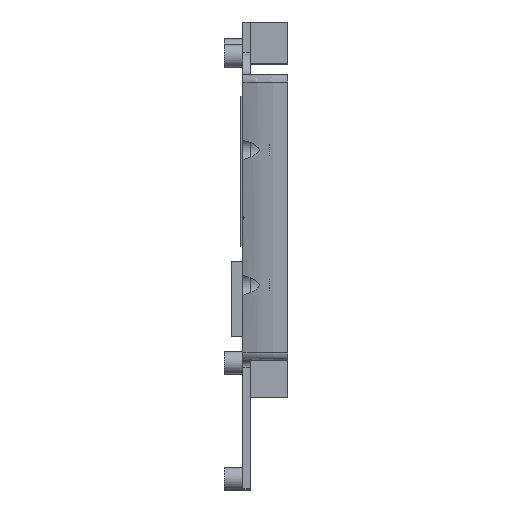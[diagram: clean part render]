
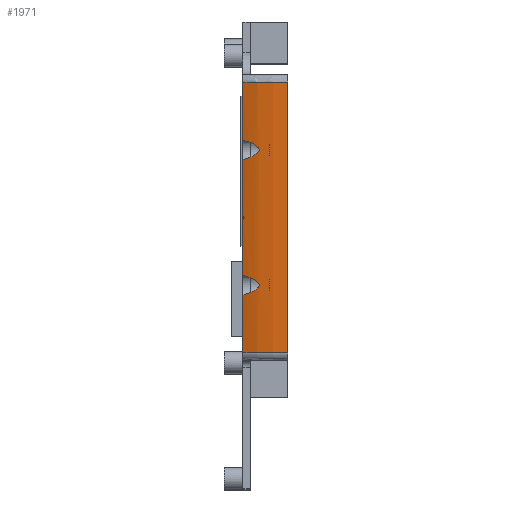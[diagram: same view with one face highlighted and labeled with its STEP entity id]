
A CAD part, left-side view. The second image highlights one B-rep face of the part: STEP entity #1971.
In plain terms, the highlighted cylindrical face has radius 15 mm (diameter 30 mm), a partial arc.
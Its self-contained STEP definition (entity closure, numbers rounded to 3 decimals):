
#44=B_SPLINE_CURVE_WITH_KNOTS('',3,(#3033,#3034,#3035,#3036,#3037,#3038,
#3039,#3040,#3041,#3042,#3043,#3044,#3045,#3046,#3047,#3048,#3049,#3050,
#3051,#3052,#3053,#3054,#3055),.UNSPECIFIED.,.F.,.F.,(4,2,2,2,2,3,2,2,2,
2,4),(-0.263,-0.18,-0.051,-0.026,
-0.013,0.,0.013,0.026,0.051,
0.18,0.263),.UNSPECIFIED.);
#45=B_SPLINE_CURVE_WITH_KNOTS('',3,(#3059,#3060,#3061,#3062,#3063,#3064,
#3065,#3066,#3067,#3068,#3069,#3070,#3071,#3072),.UNSPECIFIED.,.F.,.F.,
(4,2,2,2,2,2,4),(0.271,0.286,0.294,
0.303,0.314,0.324,0.335),
 .UNSPECIFIED.);
#46=B_SPLINE_CURVE_WITH_KNOTS('',3,(#3076,#3077,#3078,#3079,#3080,#3081,
#3082,#3083,#3084,#3085,#3086,#3087,#3088,#3089,#3090,#3091,#3092,#3093,
#3094,#3095,#3096,#3097,#3098),.UNSPECIFIED.,.F.,.F.,(4,2,2,2,2,3,2,2,2,
2,4),(-0.263,-0.18,-0.051,-0.026,
-0.013,0.,0.013,0.026,0.051,
0.18,0.263),.UNSPECIFIED.);
#144=FACE_OUTER_BOUND('',#249,.T.);
#249=EDGE_LOOP('',(#1425,#1426,#1427,#1428,#1429,#1430,#1431,#1432,#1433,
#1434));
#411=LINE('',#3031,#601);
#412=LINE('',#3057,#602);
#413=LINE('',#3074,#603);
#414=LINE('',#3100,#604);
#415=LINE('',#3103,#605);
#601=VECTOR('',#2424,10.);
#602=VECTOR('',#2425,10.);
#603=VECTOR('',#2426,10.);
#604=VECTOR('',#2427,10.);
#605=VECTOR('',#2430,10.);
#765=CIRCLE('',#2117,15.);
#766=CIRCLE('',#2119,15.);
#890=VERTEX_POINT('',#3012);
#893=VERTEX_POINT('',#3017);
#894=VERTEX_POINT('',#3030);
#895=VERTEX_POINT('',#3032);
#896=VERTEX_POINT('',#3056);
#897=VERTEX_POINT('',#3058);
#898=VERTEX_POINT('',#3073);
#899=VERTEX_POINT('',#3075);
#900=VERTEX_POINT('',#3099);
#901=VERTEX_POINT('',#3101);
#1106=EDGE_CURVE('',#893,#890,#765,.T.);
#1107=EDGE_CURVE('',#894,#893,#411,.T.);
#1108=EDGE_CURVE('',#894,#895,#44,.T.);
#1109=EDGE_CURVE('',#896,#895,#412,.T.);
#1110=EDGE_CURVE('',#896,#897,#45,.T.);
#1111=EDGE_CURVE('',#898,#897,#413,.T.);
#1112=EDGE_CURVE('',#898,#899,#46,.T.);
#1113=EDGE_CURVE('',#900,#899,#414,.T.);
#1114=EDGE_CURVE('',#901,#900,#766,.T.);
#1115=EDGE_CURVE('',#901,#890,#415,.T.);
#1425=ORIENTED_EDGE('',*,*,#1106,.F.);
#1426=ORIENTED_EDGE('',*,*,#1107,.F.);
#1427=ORIENTED_EDGE('',*,*,#1108,.T.);
#1428=ORIENTED_EDGE('',*,*,#1109,.F.);
#1429=ORIENTED_EDGE('',*,*,#1110,.T.);
#1430=ORIENTED_EDGE('',*,*,#1111,.F.);
#1431=ORIENTED_EDGE('',*,*,#1112,.T.);
#1432=ORIENTED_EDGE('',*,*,#1113,.F.);
#1433=ORIENTED_EDGE('',*,*,#1114,.F.);
#1434=ORIENTED_EDGE('',*,*,#1115,.T.);
#1919=CYLINDRICAL_SURFACE('',#2118,15.);
#1971=ADVANCED_FACE('',(#144),#1919,.T.);
#2117=AXIS2_PLACEMENT_3D('',#3028,#2420,#2421);
#2118=AXIS2_PLACEMENT_3D('',#3029,#2422,#2423);
#2119=AXIS2_PLACEMENT_3D('',#3102,#2428,#2429);
#2420=DIRECTION('center_axis',(0.,0.,1.));
#2421=DIRECTION('ref_axis',(-0.979,0.204,0.));
#2422=DIRECTION('center_axis',(0.,0.,1.));
#2423=DIRECTION('ref_axis',(0.,1.,0.));
#2424=DIRECTION('',(0.,0.,1.));
#2425=DIRECTION('',(0.,0.,1.));
#2426=DIRECTION('',(0.,0.,1.));
#2427=DIRECTION('',(0.,0.,1.));
#2428=DIRECTION('center_axis',(0.,0.,-1.));
#2429=DIRECTION('ref_axis',(-0.979,0.204,0.));
#2430=DIRECTION('',(0.,0.,1.));
#3012=CARTESIAN_POINT('',(2.,18.,57.));
#3017=CARTESIAN_POINT('',(3.252,24.,57.));
#3028=CARTESIAN_POINT('Origin',(17.,18.,57.));
#3029=CARTESIAN_POINT('Origin',(17.,18.,10.));
#3030=CARTESIAN_POINT('',(3.252,24.,49.3));
#3031=CARTESIAN_POINT('',(3.252,24.,10.));
#3032=CARTESIAN_POINT('',(3.252,24.,46.7));
#3033=CARTESIAN_POINT('Ctrl Pts',(3.252,24.,49.3));
#3034=CARTESIAN_POINT('Ctrl Pts',(3.138,23.737,49.234));
#3035=CARTESIAN_POINT('Ctrl Pts',(3.034,23.479,49.155));
#3036=CARTESIAN_POINT('Ctrl Pts',(2.801,22.854,48.923));
#3037=CARTESIAN_POINT('Ctrl Pts',(2.656,22.399,48.729));
#3038=CARTESIAN_POINT('Ctrl Pts',(2.55,22.026,48.389));
#3039=CARTESIAN_POINT('Ctrl Pts',(2.533,21.963,48.322));
#3040=CARTESIAN_POINT('Ctrl Pts',(2.514,21.893,48.208));
#3041=CARTESIAN_POINT('Ctrl Pts',(2.509,21.874,48.168));
#3042=CARTESIAN_POINT('Ctrl Pts',(2.502,21.848,48.085));
#3043=CARTESIAN_POINT('Ctrl Pts',(2.5,21.841,48.043));
#3044=CARTESIAN_POINT('Ctrl Pts',(2.5,21.841,48.));
#3045=CARTESIAN_POINT('Ctrl Pts',(2.5,21.841,47.957));
#3046=CARTESIAN_POINT('Ctrl Pts',(2.502,21.848,47.915));
#3047=CARTESIAN_POINT('Ctrl Pts',(2.509,21.874,47.832));
#3048=CARTESIAN_POINT('Ctrl Pts',(2.514,21.893,47.792));
#3049=CARTESIAN_POINT('Ctrl Pts',(2.533,21.963,47.678));
#3050=CARTESIAN_POINT('Ctrl Pts',(2.55,22.026,47.611));
#3051=CARTESIAN_POINT('Ctrl Pts',(2.656,22.399,47.271));
#3052=CARTESIAN_POINT('Ctrl Pts',(2.801,22.854,47.077));
#3053=CARTESIAN_POINT('Ctrl Pts',(3.034,23.479,46.845));
#3054=CARTESIAN_POINT('Ctrl Pts',(3.138,23.737,46.766));
#3055=CARTESIAN_POINT('Ctrl Pts',(3.252,24.,46.7));
#3056=CARTESIAN_POINT('',(3.252,24.,39.234));
#3057=CARTESIAN_POINT('',(3.252,24.,10.));
#3058=CARTESIAN_POINT('',(3.252,24.,38.672));
#3059=CARTESIAN_POINT('Ctrl Pts',(3.252,24.,39.234));
#3060=CARTESIAN_POINT('Ctrl Pts',(3.235,23.961,39.201));
#3061=CARTESIAN_POINT('Ctrl Pts',(3.22,23.926,39.163));
#3062=CARTESIAN_POINT('Ctrl Pts',(3.202,23.884,39.099));
#3063=CARTESIAN_POINT('Ctrl Pts',(3.196,23.869,39.071));
#3064=CARTESIAN_POINT('Ctrl Pts',(3.188,23.85,39.013));
#3065=CARTESIAN_POINT('Ctrl Pts',(3.186,23.845,38.982));
#3066=CARTESIAN_POINT('Ctrl Pts',(3.186,23.845,38.918));
#3067=CARTESIAN_POINT('Ctrl Pts',(3.189,23.852,38.88));
#3068=CARTESIAN_POINT('Ctrl Pts',(3.201,23.881,38.81));
#3069=CARTESIAN_POINT('Ctrl Pts',(3.21,23.902,38.778));
#3070=CARTESIAN_POINT('Ctrl Pts',(3.229,23.946,38.723));
#3071=CARTESIAN_POINT('Ctrl Pts',(3.24,23.972,38.697));
#3072=CARTESIAN_POINT('Ctrl Pts',(3.252,24.,38.672));
#3073=CARTESIAN_POINT('',(3.252,24.,31.3));
#3074=CARTESIAN_POINT('',(3.252,24.,10.));
#3075=CARTESIAN_POINT('',(3.252,24.,28.7));
#3076=CARTESIAN_POINT('Ctrl Pts',(3.252,24.,31.3));
#3077=CARTESIAN_POINT('Ctrl Pts',(3.138,23.737,31.234));
#3078=CARTESIAN_POINT('Ctrl Pts',(3.034,23.479,31.155));
#3079=CARTESIAN_POINT('Ctrl Pts',(2.801,22.854,30.923));
#3080=CARTESIAN_POINT('Ctrl Pts',(2.656,22.399,30.729));
#3081=CARTESIAN_POINT('Ctrl Pts',(2.55,22.026,30.389));
#3082=CARTESIAN_POINT('Ctrl Pts',(2.533,21.963,30.322));
#3083=CARTESIAN_POINT('Ctrl Pts',(2.514,21.893,30.208));
#3084=CARTESIAN_POINT('Ctrl Pts',(2.509,21.874,30.168));
#3085=CARTESIAN_POINT('Ctrl Pts',(2.502,21.848,30.085));
#3086=CARTESIAN_POINT('Ctrl Pts',(2.5,21.841,30.043));
#3087=CARTESIAN_POINT('Ctrl Pts',(2.5,21.841,30.));
#3088=CARTESIAN_POINT('Ctrl Pts',(2.5,21.841,29.957));
#3089=CARTESIAN_POINT('Ctrl Pts',(2.502,21.848,29.915));
#3090=CARTESIAN_POINT('Ctrl Pts',(2.509,21.874,29.832));
#3091=CARTESIAN_POINT('Ctrl Pts',(2.514,21.893,29.792));
#3092=CARTESIAN_POINT('Ctrl Pts',(2.533,21.963,29.678));
#3093=CARTESIAN_POINT('Ctrl Pts',(2.55,22.026,29.611));
#3094=CARTESIAN_POINT('Ctrl Pts',(2.656,22.399,29.271));
#3095=CARTESIAN_POINT('Ctrl Pts',(2.801,22.854,29.077));
#3096=CARTESIAN_POINT('Ctrl Pts',(3.034,23.479,28.845));
#3097=CARTESIAN_POINT('Ctrl Pts',(3.138,23.737,28.766));
#3098=CARTESIAN_POINT('Ctrl Pts',(3.252,24.,28.7));
#3099=CARTESIAN_POINT('',(3.252,24.,21.));
#3100=CARTESIAN_POINT('',(3.252,24.,10.));
#3101=CARTESIAN_POINT('',(2.,18.,21.));
#3102=CARTESIAN_POINT('Origin',(17.,18.,21.));
#3103=CARTESIAN_POINT('',(2.,18.,12.));
